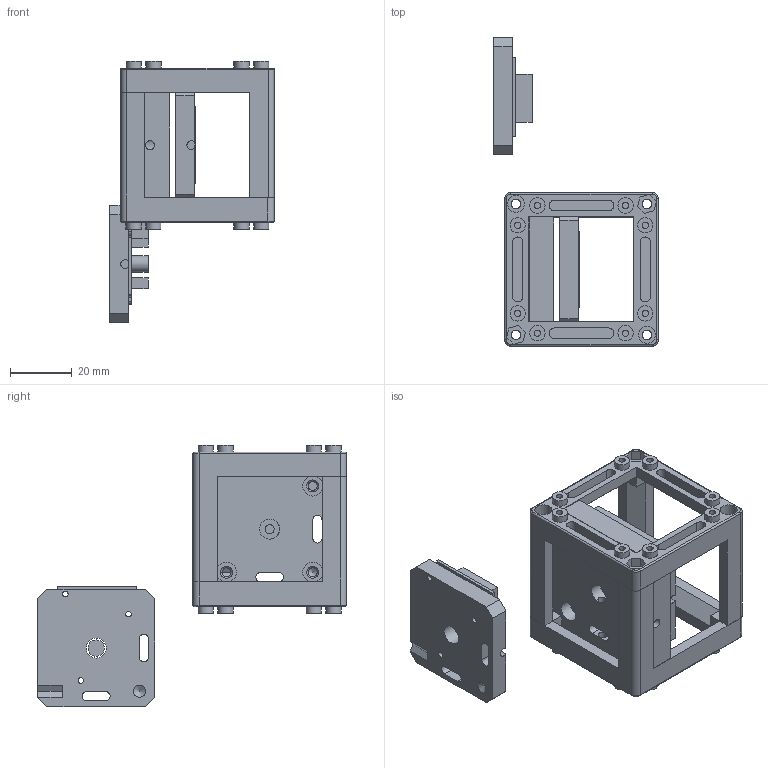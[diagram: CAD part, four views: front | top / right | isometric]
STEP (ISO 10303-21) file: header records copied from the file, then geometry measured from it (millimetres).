
FILE_DESCRIPTION(/* description */ (''),/* implementation_level */ '2;1');
FILE_NAME(/* name */ 'Assembly_Cube_Kinematic_Mirrormount_Thorlabs_90_PRO_v3.iam.step',/* time_stamp */ '2022-11-29T09:05:24+01:00',/* author */ ('diederichbenedict'),/* organization */ (''),/* preprocessor_version */ 'ST-DEVELOPER v18.1',/* originating_system */ 'Autodesk Inventor 2022',/* authorisation */ '');
FILE_SCHEMA (('AUTOMOTIVE_DESIGN { 1 0 10303 214 3 1 1 }'));
Products named in the file (10): Assembly_Cube_Kinematic_Mirrormount_Thorlabs_90_PRO_v3; Assembly_Cube_empty_IM_v3; 10_Cube_1x1_IM; PF10-03-P01-Step; 20_Cube_Insert_Eyepiece; 20_Cube_Insert_Kinematic_Mirrormount_90_pro_v3; 00_KES400; 00_KES400_Bluray_Lens; 00_KES_Bluray_Magnet; 00_KES400_Lens
Assembly tree (11 placements, depth 3):
  Assembly_Cube_Kinematic_Mirrormount_Thorlabs_90_PRO_v3
    Assembly_Cube_empty_IM_v3
      10_Cube_1x1_IM  x2
    PF10-03-P01-Step
    20_Cube_Insert_Eyepiece
    20_Cube_Insert_Kinematic_Mirrormount_90_pro_v3  x2
    00_KES400
      00_KES400_Bluray_Lens
      00_KES_Bluray_Magnet
      00_KES400_Lens
Bounding box: 53.36 x 100.16 x 84.75 mm (x, y, z)
Volume: 59163.7 mm3; surface area: 37369.5 mm2
Topology: 11 solids, 11 shells, 508 faces, 1401 edges, 996 vertices
Faces by surface type: plane 323, cylinder 170, torus 8, cone 7
Full cylindrical faces by diameter (mm): 1.8 x6, 2 x3, 2.05 x16, 2.9 x8, 3.1 x8, 4 x2, 4.95 x16, 5.297 x1, 5.5 x4, 6.5 x6, 25.4 x1
Entity records: 12687 total; most frequent: CARTESIAN_POINT 3579, ORIENTED_EDGE 1854, DIRECTION 1707, EDGE_CURVE 927, VERTEX_POINT 684, LINE 615, VECTOR 615, AXIS2_PLACEMENT_3D 546
